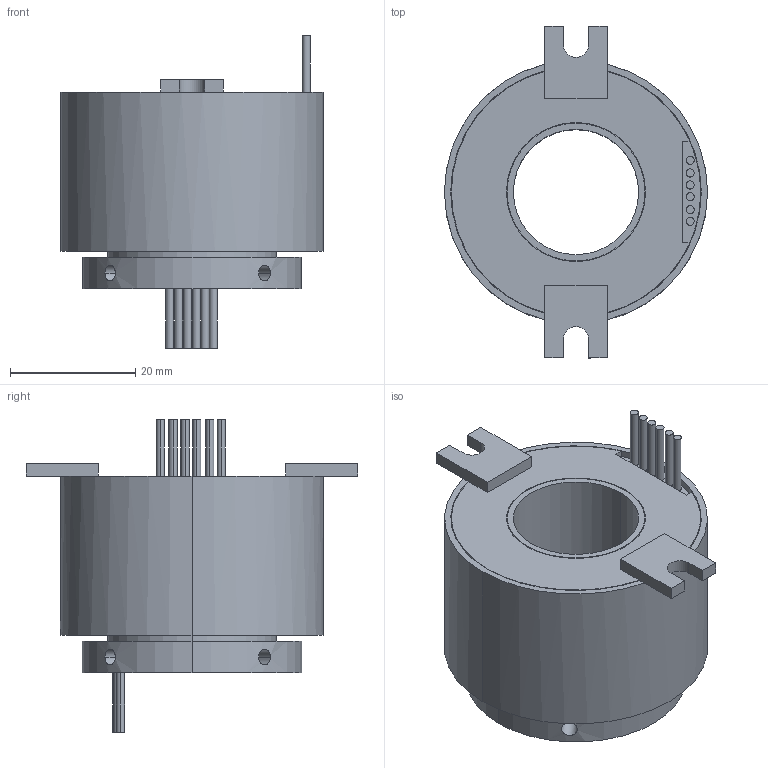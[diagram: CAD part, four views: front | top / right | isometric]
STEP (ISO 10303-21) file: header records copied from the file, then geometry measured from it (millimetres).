
FILE_DESCRIPTION (( 'STEP AP203' ), '1' );
FILE_NAME ('MT2042-S06.STEP', '2020-07-10T01:43:44', ( '微软用户' ), ( '微软中国' ), 'SwSTEP 2.0', 'SolidWorks 2014', '' );
FILE_SCHEMA (( 'CONFIG_CONTROL_DESIGN' ));
Length unit declared in the file: millimetre
Products named in the file (1): MT2042-S06
Bounding box: 42 x 53 x 49.9 mm (x, y, z)
Volume: 30999.3 mm3; surface area: 11726.6 mm2
Topology: 1 solids, 1 shells, 115 faces, 279 edges, 182 vertices
Faces by surface type: cylinder 67, plane 48
Entity records: 3786 total; most frequent: CARTESIAN_POINT 881, DIRECTION 627, ORIENTED_EDGE 558, EDGE_CURVE 279, AXIS2_PLACEMENT_3D 248, VERTEX_POINT 182, EDGE_LOOP 145, CIRCLE 132
